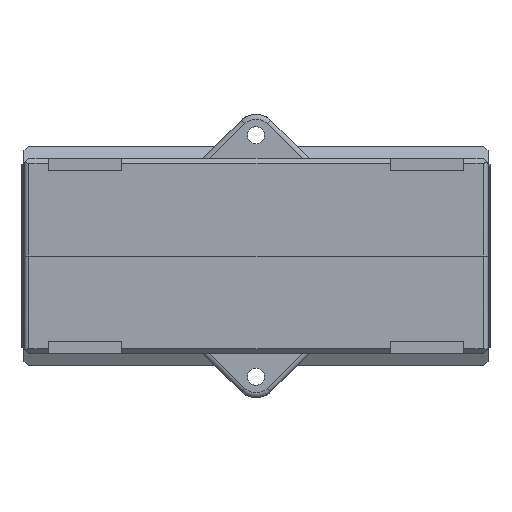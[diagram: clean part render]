
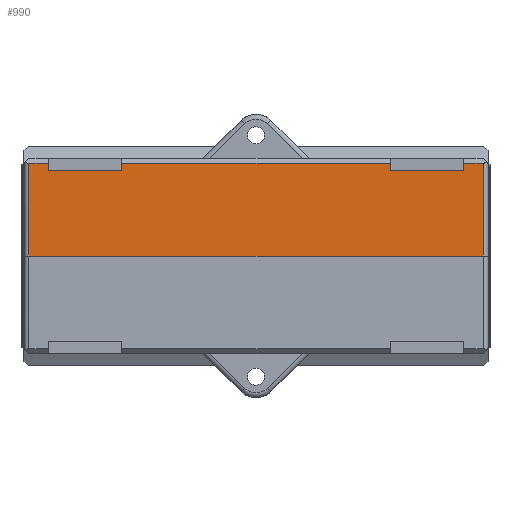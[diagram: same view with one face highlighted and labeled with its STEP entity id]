
A CAD part, front view. The second image highlights one B-rep face of the part: STEP entity #990.
In plain terms, the highlighted planar face has unit normal (0, -1, 0).
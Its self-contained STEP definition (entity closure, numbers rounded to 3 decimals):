
#990=ADVANCED_FACE('',(#3367),#2253,.T.);
#2253=PLANE('',#25300);
#3367=FACE_OUTER_BOUND('',#4642,.T.);
#4642=EDGE_LOOP('',(#6952,#6953,#6954,#6955,#6956,#6957,#6958,#6959,#6960,
#6961,#6962,#6963));
#6952=ORIENTED_EDGE('',*,*,#15494,.F.);
#6953=ORIENTED_EDGE('',*,*,#15501,.T.);
#6954=ORIENTED_EDGE('',*,*,#15910,.F.);
#6955=ORIENTED_EDGE('',*,*,#15505,.F.);
#6956=ORIENTED_EDGE('',*,*,#15511,.F.);
#6957=ORIENTED_EDGE('',*,*,#15517,.T.);
#6958=ORIENTED_EDGE('',*,*,#15911,.F.);
#6959=ORIENTED_EDGE('',*,*,#15521,.F.);
#6960=ORIENTED_EDGE('',*,*,#15528,.F.);
#6961=ORIENTED_EDGE('',*,*,#15912,.T.);
#6962=ORIENTED_EDGE('',*,*,#15806,.T.);
#6963=ORIENTED_EDGE('',*,*,#15909,.F.);
#13093=VERTEX_POINT('',#33732);
#13094=VERTEX_POINT('',#33734);
#13099=VERTEX_POINT('',#33746);
#13103=VERTEX_POINT('',#33755);
#13104=VERTEX_POINT('',#33757);
#13108=VERTEX_POINT('',#33767);
#13113=VERTEX_POINT('',#33779);
#13117=VERTEX_POINT('',#33788);
#13118=VERTEX_POINT('',#33790);
#13123=VERTEX_POINT('',#33802);
#13329=VERTEX_POINT('',#34342);
#13330=VERTEX_POINT('',#34344);
#15494=EDGE_CURVE('',#13093,#13094,#18985,.T.);
#15501=EDGE_CURVE('',#13093,#13099,#18991,.T.);
#15505=EDGE_CURVE('',#13103,#13104,#18995,.T.);
#15511=EDGE_CURVE('',#13108,#13103,#19001,.T.);
#15517=EDGE_CURVE('',#13108,#13113,#19007,.T.);
#15521=EDGE_CURVE('',#13117,#13118,#19011,.T.);
#15528=EDGE_CURVE('',#13123,#13117,#19017,.T.);
#15806=EDGE_CURVE('',#13330,#13329,#19264,.T.);
#15909=EDGE_CURVE('',#13094,#13329,#19360,.T.);
#15910=EDGE_CURVE('',#13104,#13099,#19361,.T.);
#15911=EDGE_CURVE('',#13118,#13113,#19362,.T.);
#15912=EDGE_CURVE('',#13123,#13330,#19363,.T.);
#18985=LINE('',#33733,#22161);
#18991=LINE('',#33747,#22167);
#18995=LINE('',#33756,#22171);
#19001=LINE('',#33768,#22177);
#19007=LINE('',#33780,#22183);
#19011=LINE('',#33789,#22187);
#19017=LINE('',#33803,#22193);
#19264=LINE('',#34343,#22440);
#19360=LINE('',#34546,#22536);
#19361=LINE('',#34548,#22537);
#19362=LINE('',#34549,#22538);
#19363=LINE('',#34550,#22539);
#22161=VECTOR('',#27216,1.);
#22167=VECTOR('',#27226,1.);
#22171=VECTOR('',#27232,1.);
#22177=VECTOR('',#27240,1.);
#22183=VECTOR('',#27248,1.);
#22187=VECTOR('',#27254,1.);
#22193=VECTOR('',#27264,1.);
#22440=VECTOR('',#27685,1.);
#22536=VECTOR('',#27883,1.);
#22537=VECTOR('',#27886,1.);
#22538=VECTOR('',#27887,1.);
#22539=VECTOR('',#27888,1.);
#25300=AXIS2_PLACEMENT_3D('',#34551,#27889,#27890);
#27216=DIRECTION('',(1.,0.,0.));
#27226=DIRECTION('',(0.,0.,-1.));
#27232=DIRECTION('',(0.,0.,-1.));
#27240=DIRECTION('',(1.,0.,0.));
#27248=DIRECTION('',(0.,0.,-1.));
#27254=DIRECTION('',(0.,0.,-1.));
#27264=DIRECTION('',(1.,0.,0.));
#27685=DIRECTION('',(1.,0.,0.));
#27883=DIRECTION('',(0.,0.,-1.));
#27886=DIRECTION('',(1.,0.,0.));
#27887=DIRECTION('',(1.,0.,0.));
#27888=DIRECTION('',(0.,0.,-1.));
#27889=DIRECTION('',(0.,-1.,0.));
#27890=DIRECTION('',(-1.,0.,0.));
#33732=CARTESIAN_POINT('',(-145.391,-168.415,19.));
#33733=CARTESIAN_POINT('',(-145.391,-168.415,19.));
#33734=CARTESIAN_POINT('',(-141.391,-168.415,19.));
#33746=CARTESIAN_POINT('',(-145.391,-168.415,17.5));
#33747=CARTESIAN_POINT('',(-145.391,-168.415,19.));
#33755=CARTESIAN_POINT('',(-160.391,-168.415,19.));
#33756=CARTESIAN_POINT('',(-160.391,-168.415,19.));
#33757=CARTESIAN_POINT('',(-160.391,-168.415,17.5));
#33767=CARTESIAN_POINT('',(-215.391,-168.415,19.));
#33768=CARTESIAN_POINT('',(-215.391,-168.415,19.));
#33779=CARTESIAN_POINT('',(-215.391,-168.415,17.5));
#33780=CARTESIAN_POINT('',(-215.391,-168.415,19.));
#33788=CARTESIAN_POINT('',(-230.391,-168.415,19.));
#33789=CARTESIAN_POINT('',(-230.391,-168.415,19.));
#33790=CARTESIAN_POINT('',(-230.391,-168.415,17.5));
#33802=CARTESIAN_POINT('',(-234.391,-168.415,19.));
#33803=CARTESIAN_POINT('',(-234.391,-168.415,19.));
#34342=CARTESIAN_POINT('',(-141.391,-168.415,0.));
#34343=CARTESIAN_POINT('',(-234.391,-168.415,0.));
#34344=CARTESIAN_POINT('',(-234.391,-168.415,0.));
#34546=CARTESIAN_POINT('',(-141.391,-168.415,19.));
#34548=CARTESIAN_POINT('',(-160.391,-168.415,17.5));
#34549=CARTESIAN_POINT('',(-230.391,-168.415,17.5));
#34550=CARTESIAN_POINT('',(-234.391,-168.415,19.));
#34551=CARTESIAN_POINT('',(-235.391,-168.415,0.));
